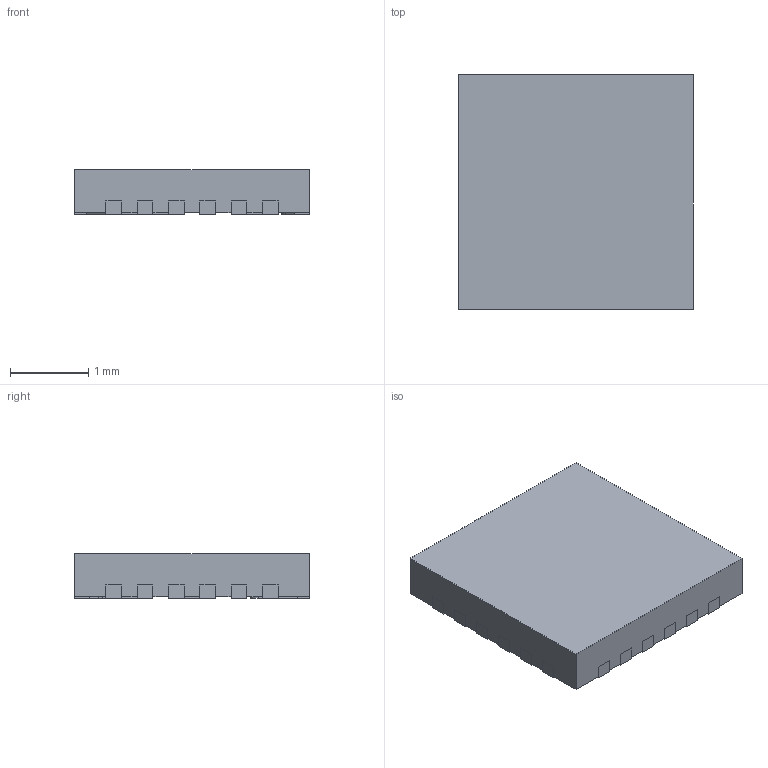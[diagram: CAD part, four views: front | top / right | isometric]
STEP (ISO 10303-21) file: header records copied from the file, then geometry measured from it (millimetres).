
FILE_DESCRIPTION (( 'STEP AP214' ), '1' );
FILE_NAME ('1B356E92-4D14-4389-82A3-6AC6C29FC802.STEP', '2023-04-16T19:06:33', ( '' ), ( '' ), 'SwSTEP 2.0', 'SolidWorks 2022', '' );
FILE_SCHEMA (( 'AUTOMOTIVE_DESIGN' ));
Length unit declared in the file: millimetre
Products named in the file (1): 1B356E92-4D14-4389-82A3-6AC6C29FC802
Bounding box: 3 x 3 x 0.57 mm (x, y, z)
Volume: 5 mm3; surface area: 38.8 mm2
Topology: 20 solids, 20 shells, 279 faces, 717 edges, 478 vertices
Faces by surface type: plane 236, cylinder 43
Entity records: 10397 total; most frequent: CARTESIAN_POINT 1475, ORIENTED_EDGE 1434, DIRECTION 1363, EDGE_CURVE 717, LINE 631, VECTOR 631, VERTEX_POINT 478, AXIS2_PLACEMENT_3D 366
